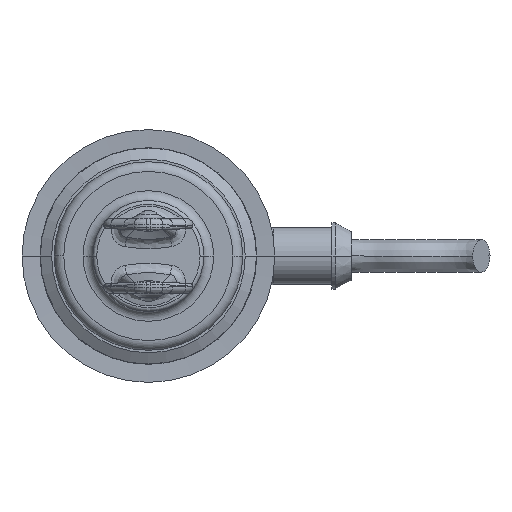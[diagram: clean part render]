
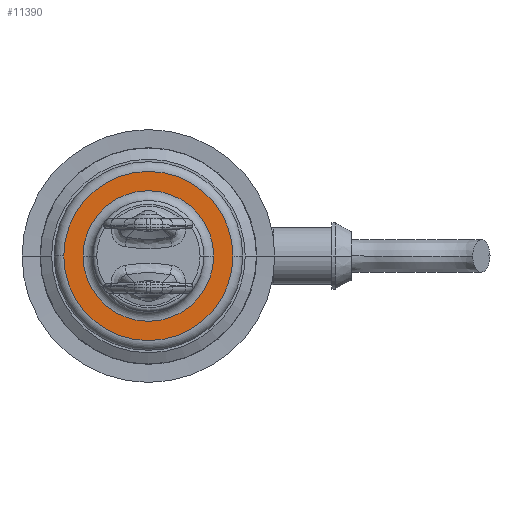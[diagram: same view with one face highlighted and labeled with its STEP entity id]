
A CAD part, front view. The second image highlights one B-rep face of the part: STEP entity #11390.
In plain terms, the highlighted planar face has unit normal (0, -1, 0).
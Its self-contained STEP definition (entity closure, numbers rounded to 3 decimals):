
#179=CARTESIAN_POINT('',(0.,42.3,0.));
#180=DIRECTION('',(0.,1.,0.));
#181=DIRECTION('',(-1.,0.,0.));
#182=AXIS2_PLACEMENT_3D('',#179,#180,#181);
#189=CARTESIAN_POINT('',(0.,42.3,0.));
#190=DIRECTION('',(0.,1.,0.));
#191=DIRECTION('',(1.,0.,0.));
#192=AXIS2_PLACEMENT_3D('',#189,#190,#191);
#194=CARTESIAN_POINT('',(0.,42.3,0.));
#195=DIRECTION('',(0.,-1.,0.));
#196=DIRECTION('',(-1.,0.,0.));
#197=AXIS2_PLACEMENT_3D('',#194,#195,#196);
#214=CARTESIAN_POINT('',(0.,42.3,0.));
#215=DIRECTION('',(0.,-1.,0.));
#216=DIRECTION('',(1.,0.,0.));
#217=AXIS2_PLACEMENT_3D('',#214,#215,#216);
#9880=CARTESIAN_POINT('',(-10.05,42.3,0.));
#9882=VERTEX_POINT('',#9880);
#9883=CARTESIAN_POINT('',(10.05,42.3,0.));
#9885=VERTEX_POINT('',#9883);
#9887=CARTESIAN_POINT('',(13.02,42.3,0.));
#9889=VERTEX_POINT('',#9887);
#9892=CARTESIAN_POINT('',(-13.02,42.3,0.));
#9894=VERTEX_POINT('',#9892);
#11375=CARTESIAN_POINT('',(0.,42.3,0.));
#11376=DIRECTION('',(0.,1.,0.));
#11377=DIRECTION('',(-1.,0.,0.));
#11378=AXIS2_PLACEMENT_3D('',#11375,#11376,#11377);
#11379=PLANE('',#11378);
#11381=ORIENTED_EDGE('',*,*,#11380,.F.);
#11383=ORIENTED_EDGE('',*,*,#11382,.F.);
#11384=EDGE_LOOP('',(#11381,#11383));
#11385=FACE_OUTER_BOUND('',#11384,.F.);
#11386=ORIENTED_EDGE('',*,*,#11362,.F.);
#11387=ORIENTED_EDGE('',*,*,#11341,.F.);
#11388=EDGE_LOOP('',(#11386,#11387));
#11389=FACE_BOUND('',#11388,.F.);
#11390=ADVANCED_FACE('',(#11385,#11389),#11379,.F.);
#183=CIRCLE('',#182,10.05);
#193=CIRCLE('',#192,10.05);
#198=CIRCLE('',#197,13.02);
#218=CIRCLE('',#217,13.02);
#11341=EDGE_CURVE('',#9882,#9885,#183,.T.);
#11362=EDGE_CURVE('',#9885,#9882,#193,.T.);
#11380=EDGE_CURVE('',#9894,#9889,#198,.T.);
#11382=EDGE_CURVE('',#9889,#9894,#218,.T.);
